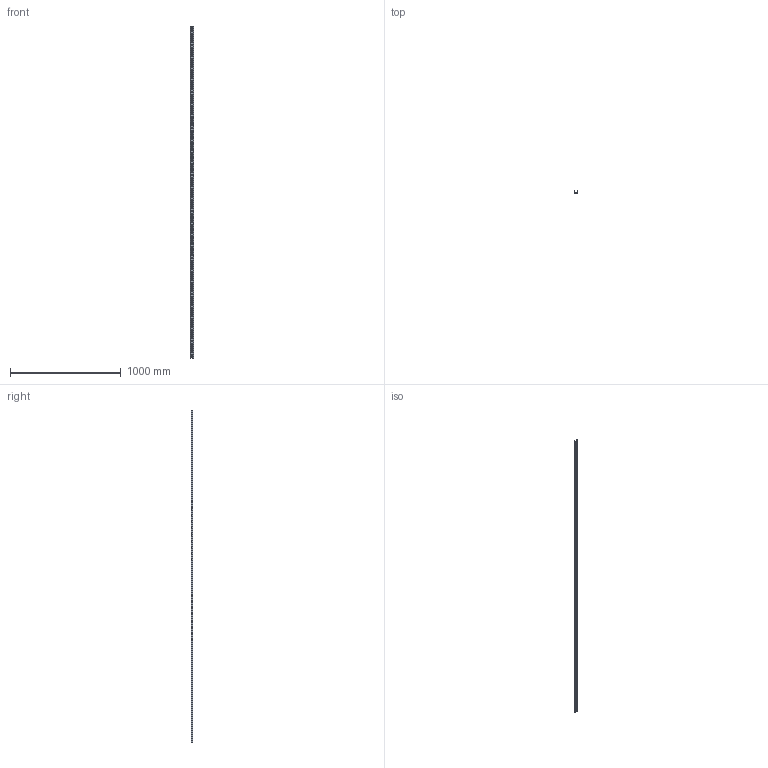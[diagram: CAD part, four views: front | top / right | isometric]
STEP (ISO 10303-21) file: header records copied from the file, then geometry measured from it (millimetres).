
FILE_DESCRIPTION(('STEP AP242'),'1');
FILE_NAME('4243.stp','2022-12-07T13:17:55',('TraceParts'),('TraceParts S.A.'),'Spatial InterOp 3D',' ',' ');
FILE_SCHEMA(('AP242_MANAGED_MODEL_BASED_3D_ENGINEERING_MIM_LF {1 0 10303 442 1 1 4}'));
Length unit declared in the file: millimetre
Products named in the file (1): 4243
Bounding box: 35 x 15 x 3000 mm (x, y, z)
Volume: 242257.1 mm3; surface area: 341085.1 mm2
Topology: 1 solids, 1 shells, 744 faces, 2226 edges, 1484 vertices
Faces by surface type: cylinder 488, plane 256
Entity records: 25981 total; most frequent: DIRECTION 4692, CARTESIAN_POINT 4455, ORIENTED_EDGE 4452, EDGE_CURVE 2226, AXIS2_PLACEMENT_3D 1721, VERTEX_POINT 1484, LINE 1250, VECTOR 1250
